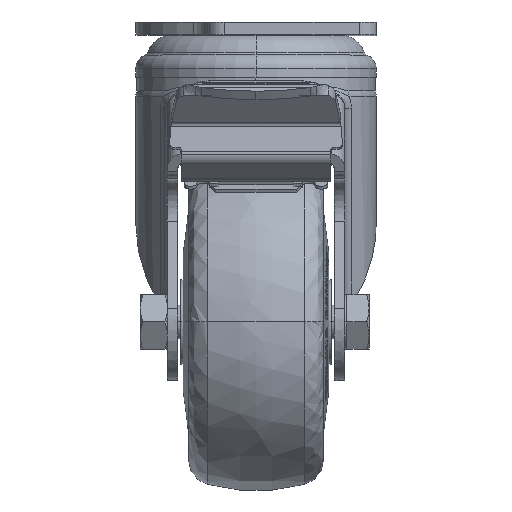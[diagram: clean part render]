
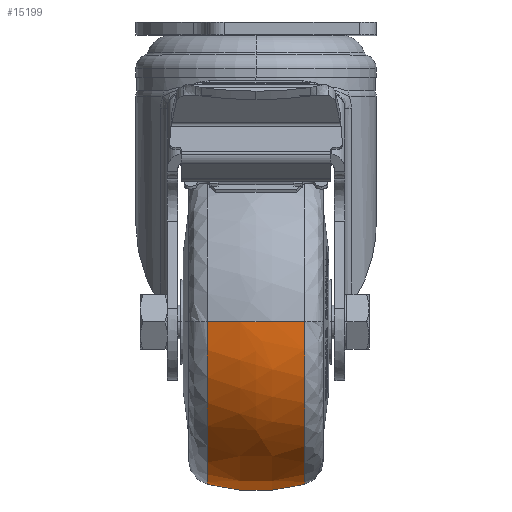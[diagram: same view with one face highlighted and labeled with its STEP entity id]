
A CAD part, top view. The second image highlights one B-rep face of the part: STEP entity #15199.
In plain terms, the highlighted free-form (B-spline) face has degree [3, 3] with [4, 4] control points.
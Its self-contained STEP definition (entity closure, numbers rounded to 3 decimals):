
#1362 = DIRECTION ( 'NONE',  ( 0., 0., 1. ) ) ;
#1913 = CIRCLE ( 'NONE', #70952, 45. ) ;
#3807 = CARTESIAN_POINT ( 'NONE',  ( 3.934, 0., 40.513 ) ) ;
#4511 = EDGE_CURVE ( 'NONE', #61441, #6736, #107148, .T. ) ;
#6736 = VERTEX_POINT ( 'NONE', #70897 ) ;
#9600 = DIRECTION ( 'NONE',  ( 1., 0., 0. ) ) ;
#12861 = CARTESIAN_POINT ( 'NONE',  ( 11.538, -76.991, -38.496 ) ) ;
#15199 = ADVANCED_FACE ( 'NONE', ( #32963 ), #87247, .T. ) ;
#20913 = CIRCLE ( 'NONE', #85155, 38.496 ) ;
#21652 = CARTESIAN_POINT ( 'NONE',  ( -11.538, -76.991, 38.496 ) ) ;
#22041 = CARTESIAN_POINT ( 'NONE',  ( 11.538, 0., 38.496 ) ) ;
#24622 = DIRECTION ( 'NONE',  ( 0., 1., 0. ) ) ;
#30847 = CARTESIAN_POINT ( 'NONE',  ( -3.934, 0., -40.513 ) ) ;
#32963 = FACE_OUTER_BOUND ( 'NONE', #99089, .T. ) ;
#33958 = EDGE_CURVE ( 'NONE', #6736, #92277, #48457, .T. ) ;
#34186 = AXIS2_PLACEMENT_3D ( 'NONE', #39824, #103634, #49023 ) ;
#39682 = CARTESIAN_POINT ( 'NONE',  ( -11.538, 0., -38.496 ) ) ;
#39824 = CARTESIAN_POINT ( 'NONE',  ( 0., 0., 5. ) ) ;
#40085 = CARTESIAN_POINT ( 'NONE',  ( -3.934, -81.026, 40.513 ) ) ;
#46990 = CARTESIAN_POINT ( 'NONE',  ( -11.538, 0., 38.496 ) ) ;
#48457 = CIRCLE ( 'NONE', #34186, 45. ) ;
#49023 = DIRECTION ( 'NONE',  ( 0., 0., -1. ) ) ;
#49270 = CARTESIAN_POINT ( 'NONE',  ( 3.934, 0., -40.513 ) ) ;
#52445 = VERTEX_POINT ( 'NONE', #83019 ) ;
#55915 = DIRECTION ( 'NONE',  ( -1., 0., 0. ) ) ;
#58351 = CARTESIAN_POINT ( 'NONE',  ( 3.934, -81.026, 40.513 ) ) ;
#61441 = VERTEX_POINT ( 'NONE', #46990 ) ;
#64276 = CARTESIAN_POINT ( 'NONE',  ( -11.538, 0., 0. ) ) ;
#67550 = CARTESIAN_POINT ( 'NONE',  ( 11.538, 0., -38.496 ) ) ;
#70897 = CARTESIAN_POINT ( 'NONE',  ( -11.538, 0., -38.496 ) ) ;
#70952 = AXIS2_PLACEMENT_3D ( 'NONE', #79297, #24622, #88549 ) ;
#73402 = DIRECTION ( 'NONE',  ( 0., 0., 1. ) ) ;
#76315 = CARTESIAN_POINT ( 'NONE',  ( -11.538, -76.991, -38.496 ) ) ;
#76717 = CARTESIAN_POINT ( 'NONE',  ( 11.538, -76.991, 38.496 ) ) ;
#79297 = CARTESIAN_POINT ( 'NONE',  ( 0., 0., -5. ) ) ;
#82175 = EDGE_CURVE ( 'NONE', #61441, #52445, #1913, .T. ) ;
#83019 = CARTESIAN_POINT ( 'NONE',  ( 11.538, 0., 38.496 ) ) ;
#85155 = AXIS2_PLACEMENT_3D ( 'NONE', #110625, #55915, #1362 ) ;
#85463 = ORIENTED_EDGE ( 'NONE', *, *, #105642, .T. ) ;
#85533 = CARTESIAN_POINT ( 'NONE',  ( -11.538, 0., 38.496 ) ) ;
#86041 = ORIENTED_EDGE ( 'NONE', *, *, #33958, .T. ) ;
#87232 = CARTESIAN_POINT ( 'NONE',  ( 11.538, 0., -38.496 ) ) ;
#87247 =( BOUNDED_SURFACE ( )  B_SPLINE_SURFACE ( 3, 3, ( 
 ( #39682, #76315, #21652, #85533 ),
 ( #30847, #94724, #40085, #103873 ),
 ( #49270, #113090, #58351, #3807 ),
 ( #67550, #12861, #76717, #22041 ) ),
 .UNSPECIFIED., .F., .F., .T. ) 
 B_SPLINE_SURFACE_WITH_KNOTS ( ( 4, 4 ),
 ( 4, 4 ),
 ( 0., 1. ),
 ( 0., 1. ),
 .UNSPECIFIED. ) 
 GEOMETRIC_REPRESENTATION_ITEM ( )  RATIONAL_B_SPLINE_SURFACE ( (
 ( 1., 0.333, 0.333, 1.),
 ( 0.978, 0.326, 0.326, 0.978),
 ( 0.978, 0.326, 0.326, 0.978),
 ( 1., 0.333, 0.333, 1.) ) ) 
 REPRESENTATION_ITEM ( '' )  SURFACE ( )  );
#88549 = DIRECTION ( 'NONE',  ( 0., 0., 1. ) ) ;
#92277 = VERTEX_POINT ( 'NONE', #87232 ) ;
#94724 = CARTESIAN_POINT ( 'NONE',  ( -3.934, -81.026, -40.513 ) ) ;
#97168 = ORIENTED_EDGE ( 'NONE', *, *, #82175, .F. ) ;
#99089 = EDGE_LOOP ( 'NONE', ( #116879, #86041, #85463, #97168 ) ) ;
#103634 = DIRECTION ( 'NONE',  ( 0., -1., 0. ) ) ;
#103873 = CARTESIAN_POINT ( 'NONE',  ( -3.934, 0., 40.513 ) ) ;
#105642 = EDGE_CURVE ( 'NONE', #92277, #52445, #20913, .T. ) ;
#107148 = CIRCLE ( 'NONE', #111085, 38.496 ) ;
#110625 = CARTESIAN_POINT ( 'NONE',  ( 11.538, 0., 0. ) ) ;
#111085 = AXIS2_PLACEMENT_3D ( 'NONE', #64276, #9600, #73402 ) ;
#113090 = CARTESIAN_POINT ( 'NONE',  ( 3.934, -81.026, -40.513 ) ) ;
#116879 = ORIENTED_EDGE ( 'NONE', *, *, #4511, .T. ) ;
